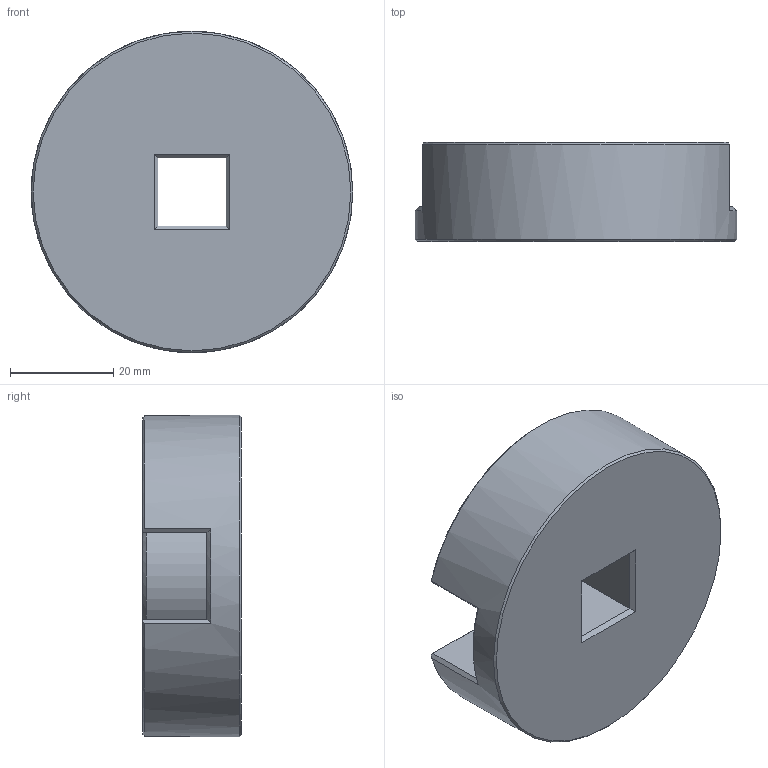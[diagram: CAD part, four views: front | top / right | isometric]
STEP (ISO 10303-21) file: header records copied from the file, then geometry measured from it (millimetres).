
FILE_DESCRIPTION(/* description */ (''),/* implementation_level */ '2;1');
FILE_NAME(/* name */ 'Ball screw drill winder v2.step',/* time_stamp */ '2021-12-29T12:49:20-05:00',/* author */ (''),/* organization */ (''),/* preprocessor_version */ 'ST-DEVELOPER v18.1',/* originating_system */ 'Autodesk Translation Framework v10.10.0.1391',/* authorisation */ '');
FILE_SCHEMA (('AUTOMOTIVE_DESIGN { 1 0 10303 214 3 1 1 }'));
Length unit declared in the file: inch
Products named in the file (2): Ball screw drill winder; Shaft coupler rubber part
Assembly tree (1 placements, depth 2):
  Ball screw drill winder
    Shaft coupler rubber part
Bounding box: 62.41 x 19.2 x 62.41 mm (x, y, z)
Volume: 47290.3 mm3; surface area: 11336 mm2
Topology: 1 solids, 1 shells, 44 faces, 117 edges, 75 vertices
Faces by surface type: plane 32, cone 8, cylinder 4
Full cylindrical faces by diameter (mm): 19.05 x1, 62.408 x1
Entity records: 1416 total; most frequent: CARTESIAN_POINT 283, ORIENTED_EDGE 234, DIRECTION 224, EDGE_CURVE 117, AXIS2_PLACEMENT_3D 80, VERTEX_POINT 75, LINE 64, VECTOR 64
